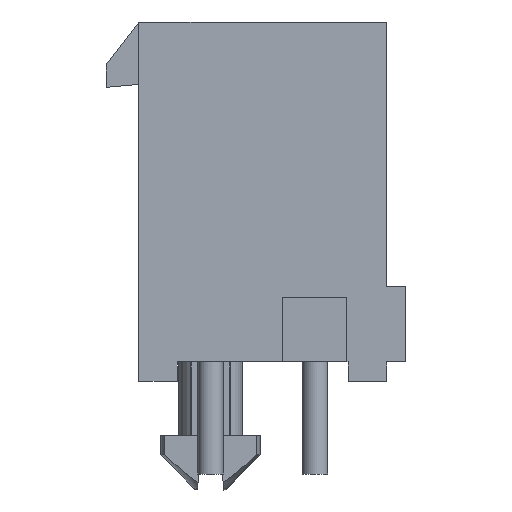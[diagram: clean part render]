
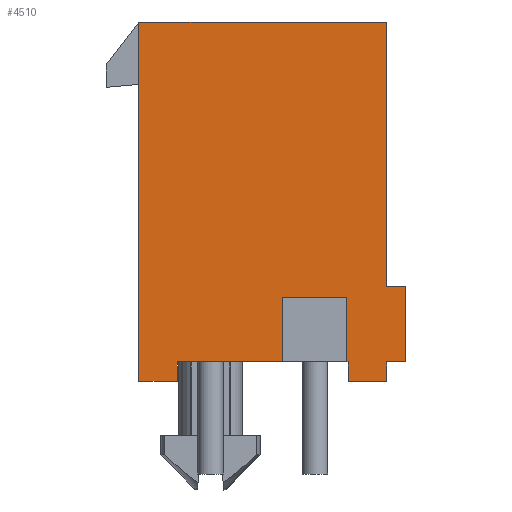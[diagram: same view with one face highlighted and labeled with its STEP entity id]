
A CAD part, left-side view. The second image highlights one B-rep face of the part: STEP entity #4510.
In plain terms, the highlighted planar face has unit normal (-1, 0, 0).
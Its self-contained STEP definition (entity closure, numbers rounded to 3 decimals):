
#30=LINE($,#6428,#602);
#34=LINE($,#6436,#606);
#69=LINE($,#6506,#641);
#84=LINE($,#6539,#656);
#85=LINE($,#6541,#657);
#86=LINE($,#6543,#658);
#87=LINE($,#6544,#659);
#88=LINE($,#6546,#660);
#89=LINE($,#6548,#661);
#90=LINE($,#6550,#662);
#91=LINE($,#6552,#663);
#92=LINE($,#6554,#664);
#93=LINE($,#6556,#665);
#94=LINE($,#6557,#666);
#95=LINE($,#6559,#667);
#96=LINE($,#6560,#668);
#602=VECTOR($,#5227,0.051);
#606=VECTOR($,#5231,4.191);
#641=VECTOR($,#5266,0.762);
#656=VECTOR($,#5289,2.54);
#657=VECTOR($,#5290,0.762);
#658=VECTOR($,#5291,1.524);
#659=VECTOR($,#5292,0.762);
#660=VECTOR($,#5293,2.997);
#661=VECTOR($,#5294,0.762);
#662=VECTOR($,#5295,10.49);
#663=VECTOR($,#5296,9.83);
#664=VECTOR($,#5297,14.249);
#665=VECTOR($,#5298,1.524);
#666=VECTOR($,#5299,0.762);
#667=VECTOR($,#5300,2.54);
#668=VECTOR($,#5301,2.54);
#1220=PLANE($,#4848);
#1509=FACE_OUTER_BOUND($,#1794,.T.);
#1794=EDGE_LOOP($,(#3276,#3277,#3278,#3279,#3280,#3281,#3282,#3283,#3284,
#3285,#3286,#3287,#3288,#3289,#3290,#3291));
#2131=VERTEX_POINT($,#6424);
#2133=VERTEX_POINT($,#6427);
#2136=VERTEX_POINT($,#6433);
#2137=VERTEX_POINT($,#6435);
#2171=VERTEX_POINT($,#6503);
#2172=VERTEX_POINT($,#6505);
#2186=VERTEX_POINT($,#6538);
#2187=VERTEX_POINT($,#6540);
#2188=VERTEX_POINT($,#6542);
#2189=VERTEX_POINT($,#6545);
#2190=VERTEX_POINT($,#6547);
#2191=VERTEX_POINT($,#6549);
#2192=VERTEX_POINT($,#6551);
#2193=VERTEX_POINT($,#6553);
#2194=VERTEX_POINT($,#6555);
#2195=VERTEX_POINT($,#6558);
#2567=EDGE_CURVE($,#2131,#2133,#30,.T.);
#2571=EDGE_CURVE($,#2136,#2137,#34,.T.);
#2606=EDGE_CURVE($,#2172,#2171,#69,.T.);
#2621=EDGE_CURVE($,#2133,#2186,#84,.T.);
#2622=EDGE_CURVE($,#2131,#2187,#85,.T.);
#2623=EDGE_CURVE($,#2188,#2187,#86,.T.);
#2624=EDGE_CURVE($,#2188,#2172,#87,.T.);
#2625=EDGE_CURVE($,#2171,#2189,#88,.T.);
#2626=EDGE_CURVE($,#2189,#2190,#89,.T.);
#2627=EDGE_CURVE($,#2190,#2191,#90,.T.);
#2628=EDGE_CURVE($,#2192,#2191,#91,.T.);
#2629=EDGE_CURVE($,#2193,#2192,#92,.T.);
#2630=EDGE_CURVE($,#2194,#2193,#93,.T.);
#2631=EDGE_CURVE($,#2137,#2194,#94,.T.);
#2632=EDGE_CURVE($,#2195,#2136,#95,.T.);
#2633=EDGE_CURVE($,#2186,#2195,#96,.T.);
#3276=ORIENTED_EDGE($,*,*,#2621,.F.);
#3277=ORIENTED_EDGE($,*,*,#2567,.F.);
#3278=ORIENTED_EDGE($,*,*,#2622,.T.);
#3279=ORIENTED_EDGE($,*,*,#2623,.F.);
#3280=ORIENTED_EDGE($,*,*,#2624,.T.);
#3281=ORIENTED_EDGE($,*,*,#2606,.T.);
#3282=ORIENTED_EDGE($,*,*,#2625,.T.);
#3283=ORIENTED_EDGE($,*,*,#2626,.T.);
#3284=ORIENTED_EDGE($,*,*,#2627,.T.);
#3285=ORIENTED_EDGE($,*,*,#2628,.F.);
#3286=ORIENTED_EDGE($,*,*,#2629,.F.);
#3287=ORIENTED_EDGE($,*,*,#2630,.F.);
#3288=ORIENTED_EDGE($,*,*,#2631,.F.);
#3289=ORIENTED_EDGE($,*,*,#2571,.F.);
#3290=ORIENTED_EDGE($,*,*,#2632,.F.);
#3291=ORIENTED_EDGE($,*,*,#2633,.F.);
#4510=ADVANCED_FACE($,(#1509),#1220,.F.);
#4848=AXIS2_PLACEMENT_3D($,#6537,#5287,#5288);
#5227=DIRECTION($,(0.,1.,0.));
#5231=DIRECTION($,(0.,1.,0.));
#5266=DIRECTION($,(0.,-1.,0.));
#5287=DIRECTION('center_axis',(1.,0.,0.));
#5288=DIRECTION('ref_axis',(0.,0.,-1.));
#5289=DIRECTION($,(0.,0.,1.));
#5290=DIRECTION($,(0.,0.,-1.));
#5291=DIRECTION($,(0.,1.,0.));
#5292=DIRECTION($,(0.,0.,1.));
#5293=DIRECTION($,(0.,0.,1.));
#5294=DIRECTION($,(0.,1.,0.));
#5295=DIRECTION($,(0.,0.,1.));
#5296=DIRECTION($,(0.,-1.,0.));
#5297=DIRECTION($,(0.,0.,1.));
#5298=DIRECTION($,(0.,1.,0.));
#5299=DIRECTION($,(0.,0.,-1.));
#5300=DIRECTION($,(0.,0.,-1.));
#5301=DIRECTION($,(0.,1.,0.));
#6424=CARTESIAN_POINT('',(-11.151,-3.391,0.762));
#6427=CARTESIAN_POINT('',(-11.151,-3.34,0.762));
#6428=CARTESIAN_POINT($,(-11.151,-3.391,0.762));
#6433=CARTESIAN_POINT('',(-11.151,-0.8,0.762));
#6435=CARTESIAN_POINT('',(-11.151,3.391,0.762));
#6436=CARTESIAN_POINT($,(-11.151,-0.8,0.762));
#6503=CARTESIAN_POINT('',(-11.151,-5.677,0.762));
#6505=CARTESIAN_POINT('',(-11.151,-4.915,0.762));
#6506=CARTESIAN_POINT($,(-11.151,-4.915,0.762));
#6537=CARTESIAN_POINT('Origin',(-11.151,0.,14.249));
#6538=CARTESIAN_POINT('',(-11.151,-3.34,3.302));
#6539=CARTESIAN_POINT($,(-11.151,-3.34,0.762));
#6540=CARTESIAN_POINT('',(-11.151,-3.391,0.));
#6541=CARTESIAN_POINT($,(-11.151,-3.391,0.762));
#6542=CARTESIAN_POINT('',(-11.151,-4.915,0.));
#6543=CARTESIAN_POINT($,(-11.151,-4.915,0.));
#6544=CARTESIAN_POINT($,(-11.151,-4.915,0.));
#6545=CARTESIAN_POINT('',(-11.151,-5.677,3.759));
#6546=CARTESIAN_POINT($,(-11.151,-5.677,0.762));
#6547=CARTESIAN_POINT('',(-11.151,-4.915,3.759));
#6548=CARTESIAN_POINT($,(-11.151,-5.677,3.759));
#6549=CARTESIAN_POINT('',(-11.151,-4.915,14.249));
#6550=CARTESIAN_POINT($,(-11.151,-4.915,3.759));
#6551=CARTESIAN_POINT('',(-11.151,4.915,14.249));
#6552=CARTESIAN_POINT($,(-11.151,4.915,14.249));
#6553=CARTESIAN_POINT('',(-11.151,4.915,0.));
#6554=CARTESIAN_POINT($,(-11.151,4.915,0.));
#6555=CARTESIAN_POINT('',(-11.151,3.391,0.));
#6556=CARTESIAN_POINT($,(-11.151,3.391,0.));
#6557=CARTESIAN_POINT($,(-11.151,3.391,0.762));
#6558=CARTESIAN_POINT('',(-11.151,-0.8,3.302));
#6559=CARTESIAN_POINT($,(-11.151,-0.8,3.302));
#6560=CARTESIAN_POINT($,(-11.151,-3.34,3.302));
